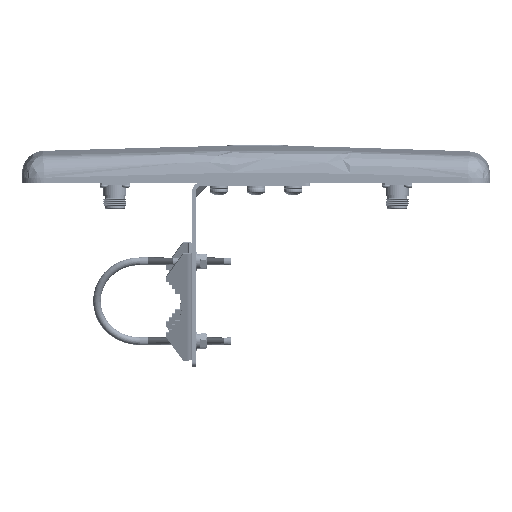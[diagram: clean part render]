
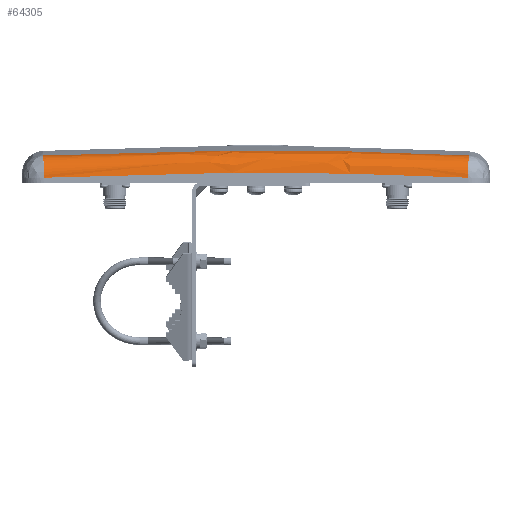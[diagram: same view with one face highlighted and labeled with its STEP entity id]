
A CAD part, top view. The second image highlights one B-rep face of the part: STEP entity #64305.
In plain terms, the highlighted free-form (B-spline) face has degree [3, 3] with [4, 4] control points.
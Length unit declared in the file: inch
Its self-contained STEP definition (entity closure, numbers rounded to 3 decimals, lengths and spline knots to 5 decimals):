
#7242 =( BOUNDED_SURFACE ( )  B_SPLINE_SURFACE ( 3, 3, ( 
 ( #25779, #25775, #25782, #25784 ),
 ( #25786, #25788, #25790, #25792 ),
 ( #25793, #25795, #25797, #25799 ),
 ( #25801, #25803, #25805, #25806 ) ),
 .UNSPECIFIED., .F., .F., .F. ) 
 B_SPLINE_SURFACE_WITH_KNOTS ( ( 4, 4 ),
 ( 4, 4 ),
 ( 0., 1. ),
 ( 0., 1. ),
 .UNSPECIFIED. ) 
 GEOMETRIC_REPRESENTATION_ITEM ( )  RATIONAL_B_SPLINE_SURFACE ( (
 ( 1., 0.999, 0.999, 1.),
 ( 0.816, 0.815, 0.815, 0.816),
 ( 0.816, 0.815, 0.815, 0.816),
 ( 1., 0.999, 0.999, 1.) ) ) 
 REPRESENTATION_ITEM ( '' )  SURFACE ( )  );
#7770 =( BOUNDED_CURVE ( )  B_SPLINE_CURVE ( 3, ( #54254, #54246, #54258, #54260 ),
 .UNSPECIFIED., .F., .T. ) 
 B_SPLINE_CURVE_WITH_KNOTS ( ( 4, 4 ),
 ( 0., 1. ),
 .UNSPECIFIED. ) 
 CURVE ( )  GEOMETRIC_REPRESENTATION_ITEM ( )  RATIONAL_B_SPLINE_CURVE ( ( 1., 0.999, 0.999, 1. ) ) 
 REPRESENTATION_ITEM ( '' )  );
#7775 =( BOUNDED_CURVE ( )  B_SPLINE_CURVE ( 3, ( #54282, #54280, #54287, #54288 ),
 .UNSPECIFIED., .F., .F. ) 
 B_SPLINE_CURVE_WITH_KNOTS ( ( 4, 4 ),
 ( 0., 1. ),
 .UNSPECIFIED. ) 
 CURVE ( )  GEOMETRIC_REPRESENTATION_ITEM ( )  RATIONAL_B_SPLINE_CURVE ( ( 1., 0.816, 0.816, 1. ) ) 
 REPRESENTATION_ITEM ( '' )  );
#7785 = B_SPLINE_CURVE_WITH_KNOTS ( 'NONE', 3,
 ( #54389, #54416, #54455, #54456 ),
 .UNSPECIFIED., .F., .F.,
 ( 4, 4 ),
 ( 0., 1. ),
 .UNSPECIFIED. ) ;
#10782 = FACE_OUTER_BOUND ( 'NONE', #14841, .T. ) ;
#14841 = EDGE_LOOP ( 'NONE', ( #75067, #75069, #75070, #75072 ) ) ;
#25775 = CARTESIAN_POINT ( 'NONE',  ( -1.8808, 0.98868, 5.63817 ) ) ;
#25779 = CARTESIAN_POINT ( 'NONE',  ( -5.63817, 0.81053, 5.63817 ) ) ;
#25782 = CARTESIAN_POINT ( 'NONE',  ( 1.8808, 0.98868, 5.63817 ) ) ;
#25784 = CARTESIAN_POINT ( 'NONE',  ( 5.63817, 0.81053, 5.63817 ) ) ;
#25786 = CARTESIAN_POINT ( 'NONE',  ( -5.63743, 0.79479, 5.97089 ) ) ;
#25788 = CARTESIAN_POINT ( 'NONE',  ( -1.88055, 0.97292, 5.97089 ) ) ;
#25790 = CARTESIAN_POINT ( 'NONE',  ( 1.88055, 0.97292, 5.97089 ) ) ;
#25792 = CARTESIAN_POINT ( 'NONE',  ( 5.63743, 0.79479, 5.97089 ) ) ;
#25793 = CARTESIAN_POINT ( 'NONE',  ( -5.62601, 0.55402, 6.20079 ) ) ;
#25795 = CARTESIAN_POINT ( 'NONE',  ( -1.87674, 0.73179, 6.20079 ) ) ;
#25797 = CARTESIAN_POINT ( 'NONE',  ( 1.87674, 0.73179, 6.20079 ) ) ;
#25799 = CARTESIAN_POINT ( 'NONE',  ( 5.62601, 0.55402, 6.20079 ) ) ;
#25801 = CARTESIAN_POINT ( 'NONE',  ( -5.61024, 0.2213, 6.20079 ) ) ;
#25803 = CARTESIAN_POINT ( 'NONE',  ( -1.87148, 0.39857, 6.20079 ) ) ;
#25805 = CARTESIAN_POINT ( 'NONE',  ( 1.87148, 0.39857, 6.20079 ) ) ;
#25806 = CARTESIAN_POINT ( 'NONE',  ( 5.61024, 0.2213, 6.20079 ) ) ;
#49619 = VERTEX_POINT ( 'NONE', #87894 ) ;
#49670 = VERTEX_POINT ( 'NONE', #87945 ) ;
#49714 = VERTEX_POINT ( 'NONE', #87989 ) ;
#54246 = CARTESIAN_POINT ( 'NONE',  ( -1.87148, 0.39857, 6.20079 ) ) ;
#54254 = CARTESIAN_POINT ( 'NONE',  ( -5.61024, 0.2213, 6.20079 ) ) ;
#54258 = CARTESIAN_POINT ( 'NONE',  ( 1.87148, 0.39857, 6.20079 ) ) ;
#54260 = CARTESIAN_POINT ( 'NONE',  ( 5.61024, 0.2213, 6.20079 ) ) ;
#54280 = CARTESIAN_POINT ( 'NONE',  ( -5.63743, 0.79479, 5.97089 ) ) ;
#54282 = CARTESIAN_POINT ( 'NONE',  ( -5.63817, 0.81053, 5.63817 ) ) ;
#54287 = CARTESIAN_POINT ( 'NONE',  ( -5.62601, 0.55402, 6.20079 ) ) ;
#54288 = CARTESIAN_POINT ( 'NONE',  ( -5.61024, 0.2213, 6.20079 ) ) ;
#54389 = CARTESIAN_POINT ( 'NONE',  ( -5.63817, 0.81053, 5.63817 ) ) ;
#54416 = CARTESIAN_POINT ( 'NONE',  ( -1.8822, 0.98862, 5.63817 ) ) ;
#54455 = CARTESIAN_POINT ( 'NONE',  ( 1.8822, 0.98862, 5.63817 ) ) ;
#54456 = CARTESIAN_POINT ( 'NONE',  ( 5.63817, 0.81053, 5.63817 ) ) ;
#62573 = EDGE_CURVE ( 'NONE', #49670, #49714, #71234, .T. ) ;
#64305 = ADVANCED_FACE ( 'NONE', ( #10782 ), #7242, .T. ) ;
#64715 = CARTESIAN_POINT ( 'NONE',  ( -5.61024, 0.2213, 6.20079 ) ) ;
#69848 = EDGE_CURVE ( 'NONE', #73207, #49670, #7770, .T. ) ;
#69854 = EDGE_CURVE ( 'NONE', #49619, #73207, #7775, .T. ) ;
#69880 = EDGE_CURVE ( 'NONE', #49619, #49714, #7785, .T. ) ;
#71234 =( BOUNDED_CURVE ( )  B_SPLINE_CURVE ( 3, ( #91422, #91423, #91428, #91429 ),
 .UNSPECIFIED., .F., .F. ) 
 B_SPLINE_CURVE_WITH_KNOTS ( ( 4, 4 ),
 ( 0., 1. ),
 .UNSPECIFIED. ) 
 CURVE ( )  GEOMETRIC_REPRESENTATION_ITEM ( )  RATIONAL_B_SPLINE_CURVE ( ( 1., 0.816, 0.816, 1. ) ) 
 REPRESENTATION_ITEM ( '' )  );
#73207 = VERTEX_POINT ( 'NONE', #64715 ) ;
#75067 = ORIENTED_EDGE ( 'NONE', *, *, #62573, .T. ) ;
#75069 = ORIENTED_EDGE ( 'NONE', *, *, #69880, .F. ) ;
#75070 = ORIENTED_EDGE ( 'NONE', *, *, #69854, .T. ) ;
#75072 = ORIENTED_EDGE ( 'NONE', *, *, #69848, .T. ) ;
#87894 = CARTESIAN_POINT ( 'NONE',  ( -5.63817, 0.81053, 5.63817 ) ) ;
#87945 = CARTESIAN_POINT ( 'NONE',  ( 5.61024, 0.2213, 6.20079 ) ) ;
#87989 = CARTESIAN_POINT ( 'NONE',  ( 5.63817, 0.81053, 5.63817 ) ) ;
#91422 = CARTESIAN_POINT ( 'NONE',  ( 5.61024, 0.2213, 6.20079 ) ) ;
#91423 = CARTESIAN_POINT ( 'NONE',  ( 5.62601, 0.55402, 6.20079 ) ) ;
#91428 = CARTESIAN_POINT ( 'NONE',  ( 5.63743, 0.79479, 5.97089 ) ) ;
#91429 = CARTESIAN_POINT ( 'NONE',  ( 5.63817, 0.81053, 5.63817 ) ) ;
